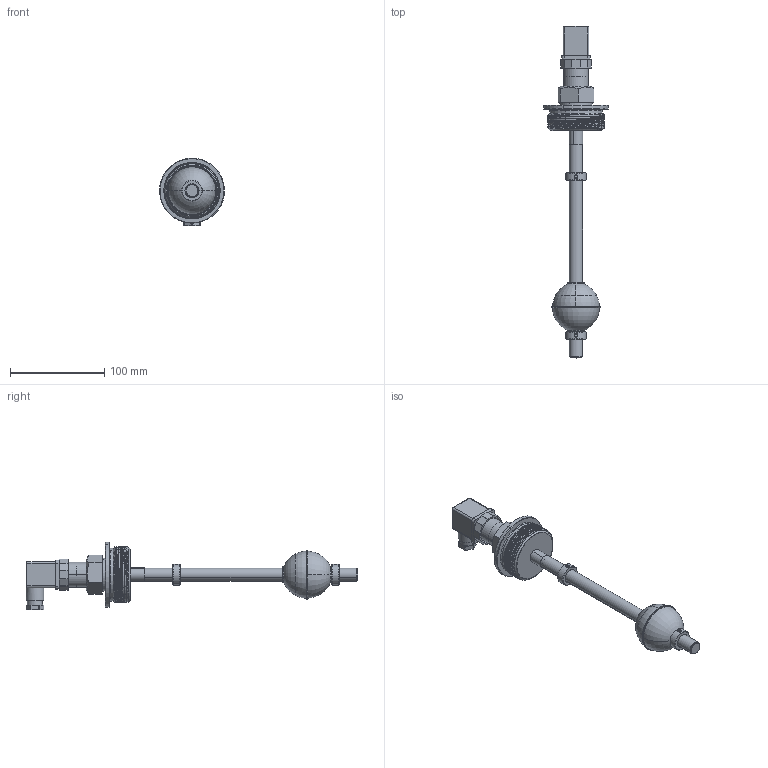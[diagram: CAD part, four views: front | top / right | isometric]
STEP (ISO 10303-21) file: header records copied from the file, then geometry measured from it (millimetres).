
FILE_DESCRIPTION (( 'STEP AP203' ), '1' );
FILE_NAME ('ﾏﾄﾓ-ﾈ.DIN.STEP', '2019-07-10T08:43:56', ( '' ), ( '' ), 'SwSTEP 2.0', 'SolidWorks 2015', '' );
FILE_SCHEMA (( 'CONFIG_CONTROL_DESIGN' ));
Length unit declared in the file: millimetre
Products named in the file (25): -ｹ4^ｦ-L-L.L.X.DIN; -ｹ1^ｦ-L-L.L.X.DIN; ｦLTL.408837.320.1134^ｦ-L-L.L.X.DIN; ¦ð÷·¬ü 1210130235 (Molex)^¦-L-L.L.X.DIN; -õªðû¹9^¦ð÷·¬ü 1210130235 (Molex)_¦-L-L.L.X.DIN; -õªðû¹7^¦ð÷·¬ü 1210130235 (Molex)_¦-L-L.L.X.DIN; Lvｦ熙ｿ､ｰｿ GDM; ｦLTL.711111.430.729 ^ｦLTL.405212.410.6066_ｦ-L-L.L.X.DIN; ¦ð÷·¬ü 1212010002 (Molex)^¦-L-L.L.X.DIN; ｦLTL.713751.430.728-Lｪｨ^ｦLTL.405212.410.6066_ｦ-L-L.L.X.DIN; 印TL.711141.430.267; GDM 3016; ¦þÿø  -õªðû¹6^¦ð÷·¬ü 1210130235 (Molex)_¦-L-L.L.X.DIN; ¦þÿûðòþú PsTX-L52¿52¿L15,5-316L; -õªðû¹8^¦ð÷·¬ü 1210130235 (Molex)_¦-L-L.L.X.DIN; socket set screw cone point_din_DIN 914 - M4 x 5-N; PDU06C02-X^¦LTL.408837.320.1134_¦-L-L.L.X.DIN; -õªðû¹; T°¤ê GDM3016; -ｹ2^ｦ-L-L.L.X.DIN; 715121.430.6046; ｦLTL.405212.410.6066^ｦ-L-L.L.X.DIN; ﾏﾄﾓ-ﾈ.DIN; 印TL.754521.420.826; 印TL.715141.430.2221^715121.430.6046
Assembly tree (30 placements, depth 3):
  ﾏﾄﾓ-ﾈ.DIN
    -ｹ1^ｦ-L-L.L.X.DIN
    socket set screw cone point_din_DIN 914 - M4 x 5-N  x4
    -ｹ2^ｦ-L-L.L.X.DIN
    -ｹ4^ｦ-L-L.L.X.DIN
    ¦þÿûðòþú PsTX-L52¿52¿L15,5-316L
    ¦ð÷·¬ü 1210130235 (Molex)^¦-L-L.L.X.DIN
      -õªðû¹8^¦ð÷·¬ü 1210130235 (Molex)_¦-L-L.L.X.DIN  x3
      -õªðû¹9^¦ð÷·¬ü 1210130235 (Molex)_¦-L-L.L.X.DIN
      ¦þÿø  -õªðû¹6^¦ð÷·¬ü 1210130235 (Molex)_¦-L-L.L.X.DIN
      -õªðû¹7^¦ð÷·¬ü 1210130235 (Molex)_¦-L-L.L.X.DIN
    印TL.754521.420.826
    印TL.711141.430.267  x2
    ｦLTL.405212.410.6066^ｦ-L-L.L.X.DIN
      ｦLTL.713751.430.728-Lｪｨ^ｦLTL.405212.410.6066_ｦ-L-L.L.X.DIN
      ｦLTL.711111.430.729 ^ｦLTL.405212.410.6066_ｦ-L-L.L.X.DIN
      -õªðû¹
    ¦ð÷·¬ü 1212010002 (Molex)^¦-L-L.L.X.DIN
      GDM 3016
      T°¤ê GDM3016
      Lvｦ熙ｿ､ｰｿ GDM
    715121.430.6046
      印TL.715141.430.2221^715121.430.6046
    ｦLTL.408837.320.1134^ｦ-L-L.L.X.DIN
      PDU06C02-X^¦LTL.408837.320.1134_¦-L-L.L.X.DIN
Bounding box: 68.89 x 352.4 x 71.69 mm (x, y, z)
Volume: 104441.2 mm3; surface area: 96073 mm2
Topology: 24 solids, 27 shells, 593 faces, 1451 edges, 929 vertices
Faces by surface type: plane 277, cylinder 202, cone 58, bspline 50, torus 6
Entity records: 26958 total; most frequent: CARTESIAN_POINT 12481, DIRECTION 2526, ORIENTED_EDGE 2356, EDGE_CURVE 1183, AXIS2_PLACEMENT_3D 936, VERTEX_POINT 765, VECTOR 654, LINE 654
